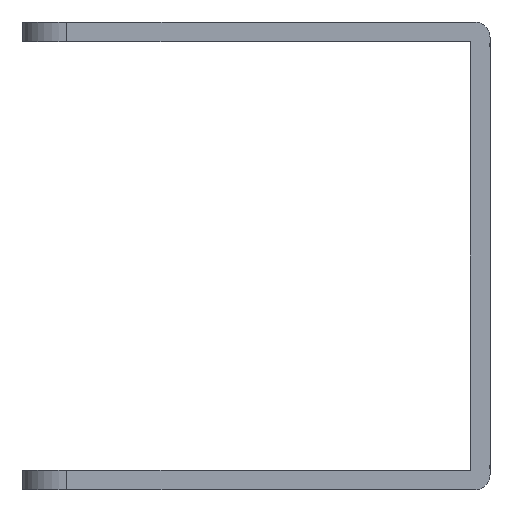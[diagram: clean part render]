
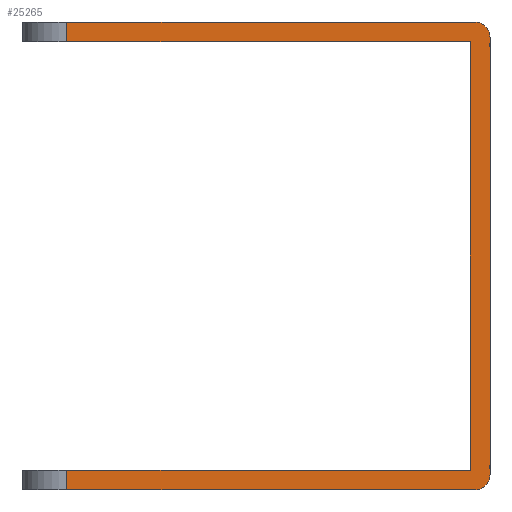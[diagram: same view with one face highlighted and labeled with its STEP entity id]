
A CAD part, left-side view. The second image highlights one B-rep face of the part: STEP entity #25265.
In plain terms, the highlighted planar face has unit normal (-1, 0, 0).
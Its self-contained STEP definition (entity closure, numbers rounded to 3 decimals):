
#916 = FACE_OUTER_BOUND ( 'NONE', #14395, .T. ) ;
#1194 = DIRECTION ( 'NONE',  ( 0., -1., 0. ) ) ;
#1792 = VECTOR ( 'NONE', #23936, 1000. ) ;
#1816 = VERTEX_POINT ( 'NONE', #20369 ) ;
#2086 = LINE ( 'NONE', #4258, #20190 ) ;
#2255 = VERTEX_POINT ( 'NONE', #28382 ) ;
#2422 = ORIENTED_EDGE ( 'NONE', *, *, #24668, .T. ) ;
#2716 = LINE ( 'NONE', #23338, #1792 ) ;
#3215 = DIRECTION ( 'NONE',  ( 0., 0., 1. ) ) ;
#3324 = CARTESIAN_POINT ( 'NONE',  ( -20., 0., 24. ) ) ;
#3340 = VERTEX_POINT ( 'NONE', #21539 ) ;
#3725 = LINE ( 'NONE', #13209, #22486 ) ;
#3897 = DIRECTION ( 'NONE',  ( 0., -1., 0. ) ) ;
#4258 = CARTESIAN_POINT ( 'NONE',  ( -20., 43.4, -51. ) ) ;
#4263 = CARTESIAN_POINT ( 'NONE',  ( -20., 2., 0. ) ) ;
#5064 = ORIENTED_EDGE ( 'NONE', *, *, #30227, .T. ) ;
#5364 = DIRECTION ( 'NONE',  ( 0., 0., 1. ) ) ;
#5985 = CIRCLE ( 'NONE', #23038, 1.59 ) ;
#6590 = VERTEX_POINT ( 'NONE', #21459 ) ;
#7082 = ORIENTED_EDGE ( 'NONE', *, *, #24497, .T. ) ;
#7575 = EDGE_CURVE ( 'NONE', #28781, #17350, #14378, .T. ) ;
#7875 = ORIENTED_EDGE ( 'NONE', *, *, #16335, .F. ) ;
#8187 = DIRECTION ( 'NONE',  ( 0., 0., 1. ) ) ;
#9629 = ORIENTED_EDGE ( 'NONE', *, *, #7575, .F. ) ;
#11606 = EDGE_CURVE ( 'NONE', #3340, #28853, #2716, .T. ) ;
#11638 = CARTESIAN_POINT ( 'NONE',  ( -20., 2., -24. ) ) ;
#12636 = VERTEX_POINT ( 'NONE', #29373 ) ;
#13209 = CARTESIAN_POINT ( 'NONE',  ( -20., 0., -51. ) ) ;
#13226 = ORIENTED_EDGE ( 'NONE', *, *, #26754, .T. ) ;
#13385 = VECTOR ( 'NONE', #18123, 1000. ) ;
#14336 = AXIS2_PLACEMENT_3D ( 'NONE', #21854, #15004, #5364 ) ;
#14378 = LINE ( 'NONE', #3324, #29392 ) ;
#14395 = EDGE_LOOP ( 'NONE', ( #9629, #2422, #7082, #14554, #15075, #5064, #13226, #7875, #19504, #19363 ) ) ;
#14554 = ORIENTED_EDGE ( 'NONE', *, *, #17888, .T. ) ;
#15004 = DIRECTION ( 'NONE',  ( 1., 0., 0. ) ) ;
#15075 = ORIENTED_EDGE ( 'NONE', *, *, #11606, .T. ) ;
#15379 = LINE ( 'NONE', #26806, #23574 ) ;
#15986 = CARTESIAN_POINT ( 'NONE',  ( -20., 1.59, 24. ) ) ;
#16022 = LINE ( 'NONE', #4263, #17860 ) ;
#16335 = EDGE_CURVE ( 'NONE', #2255, #12636, #5985, .T. ) ;
#17350 = VERTEX_POINT ( 'NONE', #15986 ) ;
#17750 = DIRECTION ( 'NONE',  ( 0., 0., 1. ) ) ;
#17860 = VECTOR ( 'NONE', #27609, 1000. ) ;
#17888 = EDGE_CURVE ( 'NONE', #18689, #3340, #16022, .T. ) ;
#18027 = VERTEX_POINT ( 'NONE', #18909 ) ;
#18123 = DIRECTION ( 'NONE',  ( 0., 0., -1. ) ) ;
#18689 = VERTEX_POINT ( 'NONE', #22074 ) ;
#18909 = CARTESIAN_POINT ( 'NONE',  ( -20., 43.4, -24. ) ) ;
#19363 = ORIENTED_EDGE ( 'NONE', *, *, #24281, .F. ) ;
#19504 = ORIENTED_EDGE ( 'NONE', *, *, #22473, .T. ) ;
#19735 = AXIS2_PLACEMENT_3D ( 'NONE', #20016, #28884, #3215 ) ;
#20016 = CARTESIAN_POINT ( 'NONE',  ( -20., 0., -51. ) ) ;
#20035 = VECTOR ( 'NONE', #25512, 1000. ) ;
#20190 = VECTOR ( 'NONE', #25313, 1000. ) ;
#20369 = CARTESIAN_POINT ( 'NONE',  ( -20., 43.4, 22. ) ) ;
#20394 = LINE ( 'NONE', #20850, #13385 ) ;
#20850 = CARTESIAN_POINT ( 'NONE',  ( -20., 43.4, -51. ) ) ;
#21459 = CARTESIAN_POINT ( 'NONE',  ( -20., 0., 22.41 ) ) ;
#21539 = CARTESIAN_POINT ( 'NONE',  ( -20., 2., -22. ) ) ;
#21616 = CIRCLE ( 'NONE', #14336, 1.59 ) ;
#21854 = CARTESIAN_POINT ( 'NONE',  ( -20., 1.59, 22.41 ) ) ;
#22074 = CARTESIAN_POINT ( 'NONE',  ( -20., 2., 22. ) ) ;
#22473 = EDGE_CURVE ( 'NONE', #2255, #6590, #3725, .T. ) ;
#22486 = VECTOR ( 'NONE', #8187, 1000. ) ;
#22573 = CARTESIAN_POINT ( 'NONE',  ( -20., 43.4, -22. ) ) ;
#23038 = AXIS2_PLACEMENT_3D ( 'NONE', #24447, #29334, #17750 ) ;
#23338 = CARTESIAN_POINT ( 'NONE',  ( -20., 46., -22. ) ) ;
#23574 = VECTOR ( 'NONE', #3897, 1000. ) ;
#23936 = DIRECTION ( 'NONE',  ( 0., 1., 0. ) ) ;
#24281 = EDGE_CURVE ( 'NONE', #17350, #6590, #21616, .T. ) ;
#24447 = CARTESIAN_POINT ( 'NONE',  ( -20., 1.59, -22.41 ) ) ;
#24497 = EDGE_CURVE ( 'NONE', #1816, #18689, #15379, .T. ) ;
#24604 = PLANE ( 'NONE',  #19735 ) ;
#24668 = EDGE_CURVE ( 'NONE', #28781, #1816, #20394, .T. ) ;
#25265 = ADVANCED_FACE ( 'NONE', ( #916 ), #24604, .T. ) ;
#25313 = DIRECTION ( 'NONE',  ( 0., 0., -1. ) ) ;
#25512 = DIRECTION ( 'NONE',  ( 0., -1., 0. ) ) ;
#26238 = CARTESIAN_POINT ( 'NONE',  ( -20., 43.4, 24. ) ) ;
#26754 = EDGE_CURVE ( 'NONE', #18027, #12636, #26942, .T. ) ;
#26806 = CARTESIAN_POINT ( 'NONE',  ( -20., 46., 22. ) ) ;
#26942 = LINE ( 'NONE', #11638, #20035 ) ;
#27609 = DIRECTION ( 'NONE',  ( 0., 0., -1. ) ) ;
#28382 = CARTESIAN_POINT ( 'NONE',  ( -20., 0., -22.41 ) ) ;
#28781 = VERTEX_POINT ( 'NONE', #26238 ) ;
#28853 = VERTEX_POINT ( 'NONE', #22573 ) ;
#28884 = DIRECTION ( 'NONE',  ( -1., 0., 0. ) ) ;
#29334 = DIRECTION ( 'NONE',  ( 1., 0., 0. ) ) ;
#29373 = CARTESIAN_POINT ( 'NONE',  ( -20., 1.59, -24. ) ) ;
#29392 = VECTOR ( 'NONE', #1194, 1000. ) ;
#30227 = EDGE_CURVE ( 'NONE', #28853, #18027, #2086, .T. ) ;
